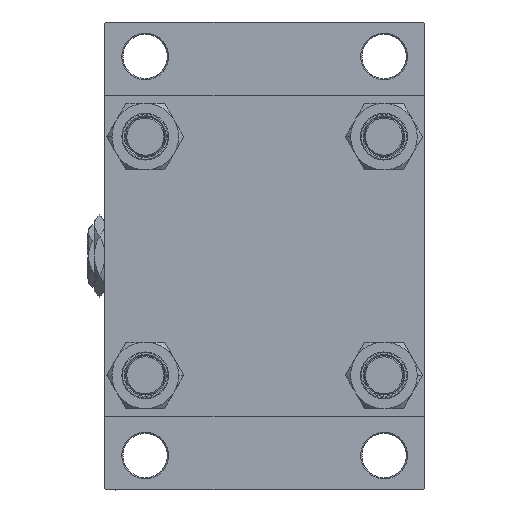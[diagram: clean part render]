
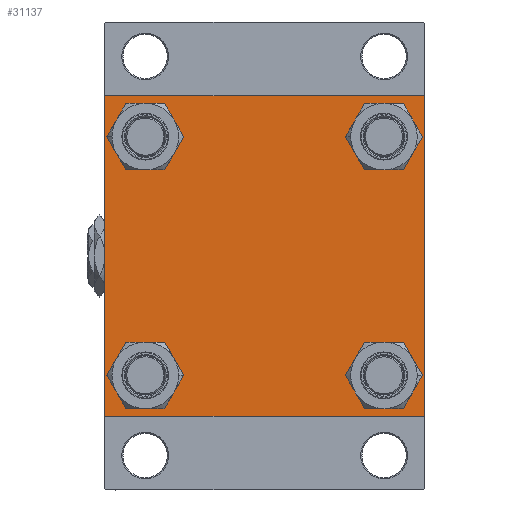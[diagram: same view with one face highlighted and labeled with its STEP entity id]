
A CAD part, left-side view. The second image highlights one B-rep face of the part: STEP entity #31137.
In plain terms, the highlighted planar face has unit normal (-1, 0, 0).
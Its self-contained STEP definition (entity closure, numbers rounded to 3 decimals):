
#38 = DIRECTION ( 'NONE',  ( 1., 0., 0. ) ) ;
#127 = EDGE_CURVE ( 'NONE', #14898, #31238, #779, .T. ) ;
#174 = CIRCLE ( 'NONE', #13181, 8.5 ) ;
#365 = CARTESIAN_POINT ( 'NONE',  ( 0., 65., -64.5 ) ) ;
#423 = FACE_BOUND ( 'NONE', #44062, .T. ) ;
#591 = AXIS2_PLACEMENT_3D ( 'NONE', #17463, #24868, #5514 ) ;
#779 = CIRCLE ( 'NONE', #33321, 8.5 ) ;
#1034 = EDGE_CURVE ( 'NONE', #46224, #21402, #18670, .T. ) ;
#2240 = EDGE_CURVE ( 'NONE', #6888, #33626, #7165, .T. ) ;
#2312 = EDGE_CURVE ( 'NONE', #36058, #27644, #45724, .T. ) ;
#2463 = EDGE_LOOP ( 'NONE', ( #27563, #41159 ) ) ;
#2488 = DIRECTION ( 'NONE',  ( 0., 0., -1. ) ) ;
#2906 = DIRECTION ( 'NONE',  ( 0., 0.707, -0.707 ) ) ;
#4006 = FACE_BOUND ( 'NONE', #2463, .T. ) ;
#4045 = CARTESIAN_POINT ( 'NONE',  ( 0., -48.45, -48.45 ) ) ;
#4359 = VECTOR ( 'NONE', #2488, 1000. ) ;
#4507 = DIRECTION ( 'NONE',  ( -1., 0., 0. ) ) ;
#4751 = FACE_OUTER_BOUND ( 'NONE', #39144, .T. ) ;
#4965 = AXIS2_PLACEMENT_3D ( 'NONE', #4045, #35659, #39245 ) ;
#5483 = CARTESIAN_POINT ( 'NONE',  ( 0., -64.5, -65. ) ) ;
#5514 = DIRECTION ( 'NONE',  ( 0., 0., 1. ) ) ;
#5794 = CARTESIAN_POINT ( 'NONE',  ( 0., -64.75, 64.75 ) ) ;
#6143 = CARTESIAN_POINT ( 'NONE',  ( 0., 48.45, -39.95 ) ) ;
#6211 = DIRECTION ( 'NONE',  ( 0., 0., 1. ) ) ;
#6362 = DIRECTION ( 'NONE',  ( 0., 0., -1. ) ) ;
#6499 = EDGE_CURVE ( 'NONE', #31238, #14898, #35120, .T. ) ;
#6888 = VERTEX_POINT ( 'NONE', #5483 ) ;
#6962 = ORIENTED_EDGE ( 'NONE', *, *, #18849, .F. ) ;
#7165 = LINE ( 'NONE', #38567, #45672 ) ;
#8354 = VECTOR ( 'NONE', #49443, 1000. ) ;
#8426 = VECTOR ( 'NONE', #47391, 1000. ) ;
#9707 = ORIENTED_EDGE ( 'NONE', *, *, #34234, .T. ) ;
#10035 = EDGE_CURVE ( 'NONE', #25646, #38033, #45044, .T. ) ;
#10138 = LINE ( 'NONE', #25172, #41128 ) ;
#10139 = CARTESIAN_POINT ( 'NONE',  ( 0., -65., 65. ) ) ;
#10320 = CARTESIAN_POINT ( 'NONE',  ( 0., -48.45, -56.95 ) ) ;
#11147 = AXIS2_PLACEMENT_3D ( 'NONE', #44500, #40652, #25294 ) ;
#11229 = ORIENTED_EDGE ( 'NONE', *, *, #32675, .T. ) ;
#11359 = CARTESIAN_POINT ( 'NONE',  ( 0., 48.45, 39.95 ) ) ;
#11528 = ORIENTED_EDGE ( 'NONE', *, *, #27526, .T. ) ;
#11535 = DIRECTION ( 'NONE',  ( 1., 0., 0. ) ) ;
#11893 = FACE_BOUND ( 'NONE', #22144, .T. ) ;
#11929 = EDGE_CURVE ( 'NONE', #16709, #33626, #18774, .T. ) ;
#12121 = EDGE_CURVE ( 'NONE', #27644, #6888, #31795, .T. ) ;
#12238 = CIRCLE ( 'NONE', #45669, 8.5 ) ;
#13181 = AXIS2_PLACEMENT_3D ( 'NONE', #39321, #38, #46244 ) ;
#13346 = ORIENTED_EDGE ( 'NONE', *, *, #11929, .F. ) ;
#13930 = LINE ( 'NONE', #5794, #8354 ) ;
#14898 = VERTEX_POINT ( 'NONE', #35887 ) ;
#15323 = EDGE_LOOP ( 'NONE', ( #11229, #36389 ) ) ;
#16549 = ORIENTED_EDGE ( 'NONE', *, *, #1034, .T. ) ;
#16699 = PLANE ( 'NONE',  #18071 ) ;
#16709 = VERTEX_POINT ( 'NONE', #47136 ) ;
#17083 = ORIENTED_EDGE ( 'NONE', *, *, #34785, .T. ) ;
#17101 = VECTOR ( 'NONE', #26293, 1000. ) ;
#17463 = CARTESIAN_POINT ( 'NONE',  ( 0., -48.45, 48.45 ) ) ;
#18071 = AXIS2_PLACEMENT_3D ( 'NONE', #20256, #4507, #32027 ) ;
#18670 = LINE ( 'NONE', #30701, #36646 ) ;
#18774 = LINE ( 'NONE', #10139, #4359 ) ;
#18849 = EDGE_CURVE ( 'NONE', #46224, #21908, #10138, .T. ) ;
#18868 = CARTESIAN_POINT ( 'NONE',  ( 0., 64.75, -64.75 ) ) ;
#20256 = CARTESIAN_POINT ( 'NONE',  ( 0., 0., 0. ) ) ;
#20401 = DIRECTION ( 'NONE',  ( 0., 0., 1. ) ) ;
#21402 = VERTEX_POINT ( 'NONE', #29230 ) ;
#21505 = DIRECTION ( 'NONE',  ( 0., 0., 1. ) ) ;
#21908 = VERTEX_POINT ( 'NONE', #36608 ) ;
#22038 = CIRCLE ( 'NONE', #26177, 8.5 ) ;
#22144 = EDGE_LOOP ( 'NONE', ( #30464, #33476 ) ) ;
#22984 = ORIENTED_EDGE ( 'NONE', *, *, #12121, .T. ) ;
#23750 = DIRECTION ( 'NONE',  ( 1., 0., 0. ) ) ;
#23984 = EDGE_CURVE ( 'NONE', #33605, #25478, #44605, .T. ) ;
#24461 = ORIENTED_EDGE ( 'NONE', *, *, #2312, .T. ) ;
#24868 = DIRECTION ( 'NONE',  ( 1., 0., 0. ) ) ;
#25121 = ORIENTED_EDGE ( 'NONE', *, *, #43325, .T. ) ;
#25172 = CARTESIAN_POINT ( 'NONE',  ( 0., 65., 65. ) ) ;
#25294 = DIRECTION ( 'NONE',  ( 0., 0., 1. ) ) ;
#25478 = VERTEX_POINT ( 'NONE', #50314 ) ;
#25646 = VERTEX_POINT ( 'NONE', #43284 ) ;
#26177 = AXIS2_PLACEMENT_3D ( 'NONE', #30922, #23750, #20401 ) ;
#26293 = DIRECTION ( 'NONE',  ( 0., -0.707, -0.707 ) ) ;
#26367 = DIRECTION ( 'NONE',  ( 1., 0., 0. ) ) ;
#26990 = CARTESIAN_POINT ( 'NONE',  ( 0., -65., -64.5 ) ) ;
#27526 = EDGE_CURVE ( 'NONE', #37358, #44245, #12238, .T. ) ;
#27563 = ORIENTED_EDGE ( 'NONE', *, *, #127, .T. ) ;
#27644 = VERTEX_POINT ( 'NONE', #38855 ) ;
#29230 = CARTESIAN_POINT ( 'NONE',  ( 0., 65., 64.5 ) ) ;
#30464 = ORIENTED_EDGE ( 'NONE', *, *, #48793, .T. ) ;
#30701 = CARTESIAN_POINT ( 'NONE',  ( 0., 64.75, 64.75 ) ) ;
#30922 = CARTESIAN_POINT ( 'NONE',  ( 0., 48.45, -48.45 ) ) ;
#30924 = DIRECTION ( 'NONE',  ( 0., 0., 1. ) ) ;
#31137 = ADVANCED_FACE ( 'NONE', ( #11893, #4006, #35360, #423, #4751 ), #16699, .T. ) ;
#31238 = VERTEX_POINT ( 'NONE', #10320 ) ;
#31795 = LINE ( 'NONE', #39218, #8426 ) ;
#31982 = AXIS2_PLACEMENT_3D ( 'NONE', #45040, #26367, #21505 ) ;
#32027 = DIRECTION ( 'NONE',  ( 0., 0., 1. ) ) ;
#32675 = EDGE_CURVE ( 'NONE', #38033, #25646, #22038, .T. ) ;
#33128 = CIRCLE ( 'NONE', #11147, 8.5 ) ;
#33321 = AXIS2_PLACEMENT_3D ( 'NONE', #40930, #37074, #6211 ) ;
#33476 = ORIENTED_EDGE ( 'NONE', *, *, #23984, .T. ) ;
#33605 = VERTEX_POINT ( 'NONE', #34658 ) ;
#33626 = VERTEX_POINT ( 'NONE', #26990 ) ;
#34234 = EDGE_CURVE ( 'NONE', #44245, #37358, #174, .T. ) ;
#34236 = CARTESIAN_POINT ( 'NONE',  ( 0., 48.45, 48.45 ) ) ;
#34658 = CARTESIAN_POINT ( 'NONE',  ( 0., -48.45, 39.95 ) ) ;
#34785 = EDGE_CURVE ( 'NONE', #16709, #21908, #13930, .T. ) ;
#35120 = CIRCLE ( 'NONE', #4965, 8.5 ) ;
#35360 = FACE_BOUND ( 'NONE', #15323, .T. ) ;
#35659 = DIRECTION ( 'NONE',  ( 1., 0., 0. ) ) ;
#35887 = CARTESIAN_POINT ( 'NONE',  ( 0., -48.45, -39.95 ) ) ;
#36058 = VERTEX_POINT ( 'NONE', #365 ) ;
#36309 = CARTESIAN_POINT ( 'NONE',  ( 0., 48.45, 56.95 ) ) ;
#36389 = ORIENTED_EDGE ( 'NONE', *, *, #10035, .T. ) ;
#36608 = CARTESIAN_POINT ( 'NONE',  ( 0., -64.5, 65. ) ) ;
#36646 = VECTOR ( 'NONE', #2906, 1000. ) ;
#36792 = CARTESIAN_POINT ( 'NONE',  ( 0., 64.5, 65. ) ) ;
#37074 = DIRECTION ( 'NONE',  ( 1., 0., 0. ) ) ;
#37137 = VECTOR ( 'NONE', #6362, 1000. ) ;
#37358 = VERTEX_POINT ( 'NONE', #11359 ) ;
#38033 = VERTEX_POINT ( 'NONE', #6143 ) ;
#38567 = CARTESIAN_POINT ( 'NONE',  ( 0., -64.75, -64.75 ) ) ;
#38855 = CARTESIAN_POINT ( 'NONE',  ( 0., 64.5, -65. ) ) ;
#39144 = EDGE_LOOP ( 'NONE', ( #25121, #24461, #22984, #39154, #13346, #17083, #6962, #16549 ) ) ;
#39154 = ORIENTED_EDGE ( 'NONE', *, *, #2240, .T. ) ;
#39218 = CARTESIAN_POINT ( 'NONE',  ( 0., 65., -65. ) ) ;
#39245 = DIRECTION ( 'NONE',  ( 0., 0., 1. ) ) ;
#39321 = CARTESIAN_POINT ( 'NONE',  ( 0., 48.45, 48.45 ) ) ;
#40582 = LINE ( 'NONE', #41331, #37137 ) ;
#40652 = DIRECTION ( 'NONE',  ( 1., 0., 0. ) ) ;
#40930 = CARTESIAN_POINT ( 'NONE',  ( 0., -48.45, -48.45 ) ) ;
#41128 = VECTOR ( 'NONE', #41806, 1000. ) ;
#41159 = ORIENTED_EDGE ( 'NONE', *, *, #6499, .T. ) ;
#41331 = CARTESIAN_POINT ( 'NONE',  ( 0., 65., 65. ) ) ;
#41806 = DIRECTION ( 'NONE',  ( 0., -1., 0. ) ) ;
#43284 = CARTESIAN_POINT ( 'NONE',  ( 0., 48.45, -56.95 ) ) ;
#43325 = EDGE_CURVE ( 'NONE', #21402, #36058, #40582, .T. ) ;
#44062 = EDGE_LOOP ( 'NONE', ( #9707, #11528 ) ) ;
#44245 = VERTEX_POINT ( 'NONE', #36309 ) ;
#44500 = CARTESIAN_POINT ( 'NONE',  ( 0., -48.45, 48.45 ) ) ;
#44605 = CIRCLE ( 'NONE', #591, 8.5 ) ;
#45040 = CARTESIAN_POINT ( 'NONE',  ( 0., 48.45, -48.45 ) ) ;
#45044 = CIRCLE ( 'NONE', #31982, 8.5 ) ;
#45669 = AXIS2_PLACEMENT_3D ( 'NONE', #34236, #11535, #30924 ) ;
#45672 = VECTOR ( 'NONE', #49298, 1000. ) ;
#45724 = LINE ( 'NONE', #18868, #17101 ) ;
#46224 = VERTEX_POINT ( 'NONE', #36792 ) ;
#46244 = DIRECTION ( 'NONE',  ( 0., 0., 1. ) ) ;
#47136 = CARTESIAN_POINT ( 'NONE',  ( 0., -65., 64.5 ) ) ;
#47391 = DIRECTION ( 'NONE',  ( 0., -1., 0. ) ) ;
#48793 = EDGE_CURVE ( 'NONE', #25478, #33605, #33128, .T. ) ;
#49298 = DIRECTION ( 'NONE',  ( 0., -0.707, 0.707 ) ) ;
#49443 = DIRECTION ( 'NONE',  ( 0., 0.707, 0.707 ) ) ;
#50314 = CARTESIAN_POINT ( 'NONE',  ( 0., -48.45, 56.95 ) ) ;
